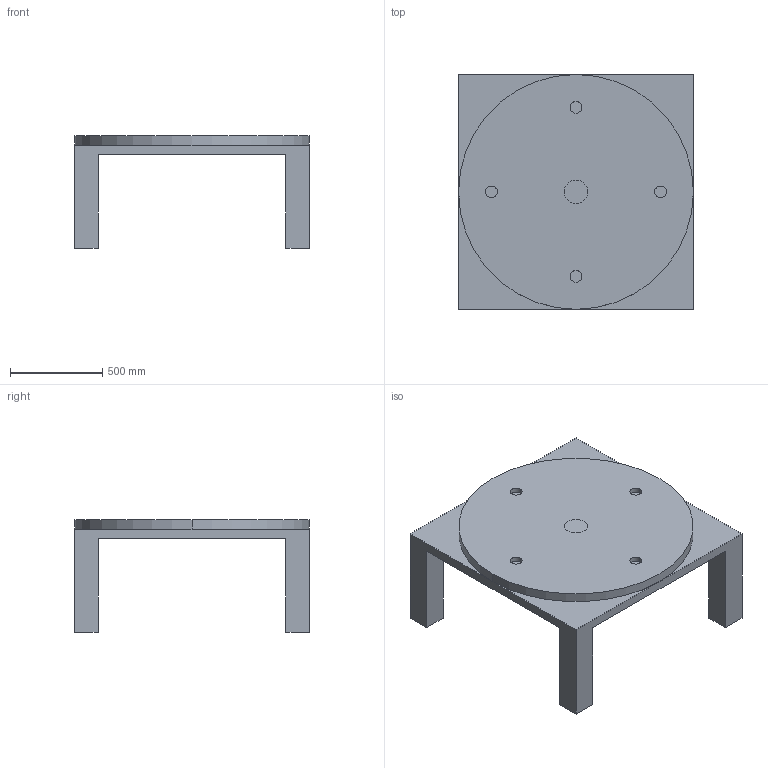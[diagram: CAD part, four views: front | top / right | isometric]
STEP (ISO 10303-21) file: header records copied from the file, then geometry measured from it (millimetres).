
FILE_DESCRIPTION((''),'2;1');
FILE_NAME('ALLLLLLLL_ASM','2020-02-20T20:10:23',('cheta'),(''),'CREO PARAMETRIC BY PTC INC, 2019224','CREO PARAMETRIC BY PTC INC, 2019224','');
FILE_SCHEMA(('CONFIG_CONTROL_DESIGN'));
Length unit declared in the file: inch
Products named in the file (3): ALL; ALLTAB; ALLLLLLLL_ASM
Assembly tree (2 placements, depth 2):
  ALLLLLLLL_ASM
    ALL
    ALLTAB
Bounding box: 1270 x 1270 x 609.6 mm (x, y, z)
Volume: 178739538.6 mm3; surface area: 7287809.9 mm2
Topology: 2 solids, 2 shells, 39 faces, 90 edges, 60 vertices
Faces by surface type: plane 25, cylinder 14
Entity records: 1210 total; most frequent: DIRECTION 206, CARTESIAN_POINT 194, ORIENTED_EDGE 180, EDGE_CURVE 90, AXIS2_PLACEMENT_3D 72, VECTOR 62, LINE 62, VERTEX_POINT 60
